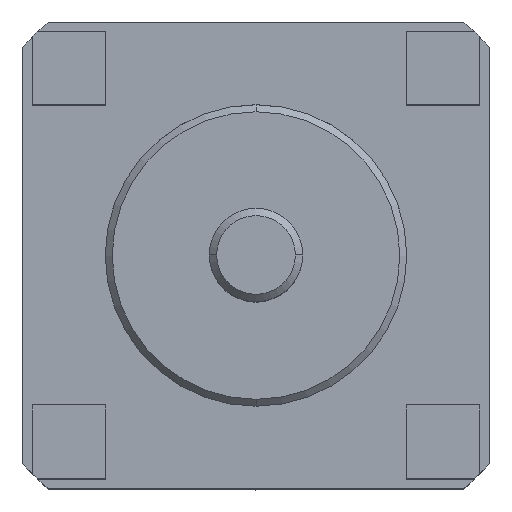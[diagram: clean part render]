
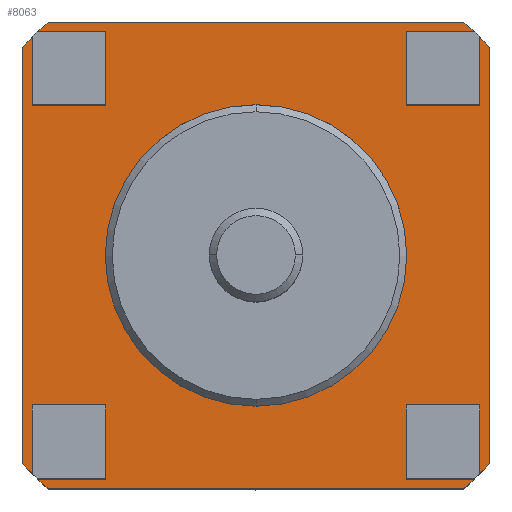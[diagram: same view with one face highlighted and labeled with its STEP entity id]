
A CAD part, top view. The second image highlights one B-rep face of the part: STEP entity #8063.
In plain terms, the highlighted planar face has unit normal (0, 0, 1).
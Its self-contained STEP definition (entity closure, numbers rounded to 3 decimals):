
#172=CARTESIAN_POINT('',(0.,0.,0.));
#173=DIRECTION('',(0.,0.,-1.));
#174=DIRECTION('',(0.665,0.747,0.));
#175=AXIS2_PLACEMENT_3D('',#172,#173,#174);
#177=CARTESIAN_POINT('',(0.,0.,0.));
#178=DIRECTION('',(0.,0.,-1.));
#179=DIRECTION('',(0.715,0.699,0.));
#180=AXIS2_PLACEMENT_3D('',#177,#178,#179);
#182=CARTESIAN_POINT('',(0.,0.,0.));
#183=DIRECTION('',(0.,0.,-1.));
#184=DIRECTION('',(0.747,-0.665,0.));
#185=AXIS2_PLACEMENT_3D('',#182,#183,#184);
#187=CARTESIAN_POINT('',(0.,0.,0.));
#188=DIRECTION('',(0.,0.,-1.));
#189=DIRECTION('',(0.699,-0.715,0.));
#190=AXIS2_PLACEMENT_3D('',#187,#188,#189);
#192=CARTESIAN_POINT('',(0.,0.,0.));
#193=DIRECTION('',(0.,0.,-1.));
#194=DIRECTION('',(-0.665,-0.747,0.));
#195=AXIS2_PLACEMENT_3D('',#192,#193,#194);
#197=CARTESIAN_POINT('',(0.,0.,0.));
#198=DIRECTION('',(0.,0.,-1.));
#199=DIRECTION('',(-0.715,-0.699,0.));
#200=AXIS2_PLACEMENT_3D('',#197,#198,#199);
#202=CARTESIAN_POINT('',(0.,0.,0.));
#203=DIRECTION('',(0.,0.,-1.));
#204=DIRECTION('',(-0.747,0.665,0.));
#205=AXIS2_PLACEMENT_3D('',#202,#203,#204);
#207=CARTESIAN_POINT('',(0.,0.,0.));
#208=DIRECTION('',(0.,0.,-1.));
#209=DIRECTION('',(-0.699,0.715,0.));
#210=AXIS2_PLACEMENT_3D('',#207,#208,#209);
#212=CARTESIAN_POINT('',(0.,0.,0.));
#213=DIRECTION('',(0.,0.,1.));
#214=DIRECTION('',(-1.,0.,0.));
#215=AXIS2_PLACEMENT_3D('',#212,#213,#214);
#217=CARTESIAN_POINT('',(0.,0.,0.));
#218=DIRECTION('',(0.,0.,1.));
#219=DIRECTION('',(1.,0.,0.));
#220=AXIS2_PLACEMENT_3D('',#217,#218,#219);
#222=DIRECTION('',(-1.,0.,0.));
#223=VECTOR('',#222,5.65);
#224=CARTESIAN_POINT('',(2.825,3.175,0.));
#225=LINE('',#224,#223);
#2063=DIRECTION('',(1.,0.,0.));
#2064=VECTOR('',#2063,0.93);
#2065=CARTESIAN_POINT('',(-2.97,3.04,0.));
#2066=LINE('',#2065,#2064);
#2067=DIRECTION('',(0.,-1.,0.));
#2068=VECTOR('',#2067,1.);
#2069=CARTESIAN_POINT('',(-2.04,3.04,0.));
#2070=LINE('',#2069,#2068);
#2075=DIRECTION('',(-1.,0.,0.));
#2076=VECTOR('',#2075,1.);
#2077=CARTESIAN_POINT('',(-2.04,2.04,0.));
#2078=LINE('',#2077,#2076);
#2087=DIRECTION('',(0.,1.,0.));
#2088=VECTOR('',#2087,0.93);
#2089=CARTESIAN_POINT('',(-3.04,2.04,0.));
#2090=LINE('',#2089,#2088);
#2112=DIRECTION('',(0.,-1.,0.));
#2113=VECTOR('',#2112,5.65);
#2114=CARTESIAN_POINT('',(-3.175,2.825,0.));
#2115=LINE('',#2114,#2113);
#2132=DIRECTION('',(0.,1.,0.));
#2133=VECTOR('',#2132,0.93);
#2134=CARTESIAN_POINT('',(-3.04,-2.97,0.));
#2135=LINE('',#2134,#2133);
#2136=DIRECTION('',(1.,0.,0.));
#2137=VECTOR('',#2136,1.);
#2138=CARTESIAN_POINT('',(-3.04,-2.04,0.));
#2139=LINE('',#2138,#2137);
#2144=DIRECTION('',(0.,-1.,0.));
#2145=VECTOR('',#2144,1.);
#2146=CARTESIAN_POINT('',(-2.04,-2.04,0.));
#2147=LINE('',#2146,#2145);
#2156=DIRECTION('',(-1.,0.,0.));
#2157=VECTOR('',#2156,0.93);
#2158=CARTESIAN_POINT('',(-2.04,-3.04,0.));
#2159=LINE('',#2158,#2157);
#2181=DIRECTION('',(1.,0.,0.));
#2182=VECTOR('',#2181,5.65);
#2183=CARTESIAN_POINT('',(-2.825,-3.175,0.));
#2184=LINE('',#2183,#2182);
#2201=DIRECTION('',(-1.,0.,0.));
#2202=VECTOR('',#2201,0.93);
#2203=CARTESIAN_POINT('',(2.97,-3.04,0.));
#2204=LINE('',#2203,#2202);
#2205=DIRECTION('',(0.,1.,0.));
#2206=VECTOR('',#2205,1.);
#2207=CARTESIAN_POINT('',(2.04,-3.04,0.));
#2208=LINE('',#2207,#2206);
#2213=DIRECTION('',(1.,0.,0.));
#2214=VECTOR('',#2213,1.);
#2215=CARTESIAN_POINT('',(2.04,-2.04,0.));
#2216=LINE('',#2215,#2214);
#2225=DIRECTION('',(0.,-1.,0.));
#2226=VECTOR('',#2225,0.93);
#2227=CARTESIAN_POINT('',(3.04,-2.04,0.));
#2228=LINE('',#2227,#2226);
#2250=DIRECTION('',(0.,1.,0.));
#2251=VECTOR('',#2250,5.65);
#2252=CARTESIAN_POINT('',(3.175,-2.825,0.));
#2253=LINE('',#2252,#2251);
#2270=DIRECTION('',(0.,-1.,0.));
#2271=VECTOR('',#2270,0.93);
#2272=CARTESIAN_POINT('',(3.04,2.97,0.));
#2273=LINE('',#2272,#2271);
#2274=DIRECTION('',(-1.,0.,0.));
#2275=VECTOR('',#2274,1.);
#2276=CARTESIAN_POINT('',(3.04,2.04,0.));
#2277=LINE('',#2276,#2275);
#2282=DIRECTION('',(0.,1.,0.));
#2283=VECTOR('',#2282,1.);
#2284=CARTESIAN_POINT('',(2.04,2.04,0.));
#2285=LINE('',#2284,#2283);
#2294=DIRECTION('',(1.,0.,0.));
#2295=VECTOR('',#2294,0.93);
#2296=CARTESIAN_POINT('',(2.04,3.04,0.));
#2297=LINE('',#2296,#2295);
#6626=CARTESIAN_POINT('',(2.825,3.175,0.));
#6627=CARTESIAN_POINT('',(-2.825,3.175,0.));
#6628=VERTEX_POINT('',#6626);
#6629=VERTEX_POINT('',#6627);
#6630=CARTESIAN_POINT('',(2.97,3.04,0.));
#6631=VERTEX_POINT('',#6630);
#6632=CARTESIAN_POINT('',(2.04,3.04,0.));
#6633=VERTEX_POINT('',#6632);
#6634=CARTESIAN_POINT('',(2.04,2.04,0.));
#6635=VERTEX_POINT('',#6634);
#6636=CARTESIAN_POINT('',(3.04,2.04,0.));
#6637=VERTEX_POINT('',#6636);
#6638=CARTESIAN_POINT('',(3.04,2.97,0.));
#6639=VERTEX_POINT('',#6638);
#6640=CARTESIAN_POINT('',(3.175,2.825,0.));
#6641=VERTEX_POINT('',#6640);
#6642=CARTESIAN_POINT('',(3.175,-2.825,0.));
#6643=VERTEX_POINT('',#6642);
#6644=CARTESIAN_POINT('',(3.04,-2.97,0.));
#6645=VERTEX_POINT('',#6644);
#6646=CARTESIAN_POINT('',(3.04,-2.04,0.));
#6647=VERTEX_POINT('',#6646);
#6648=CARTESIAN_POINT('',(2.04,-2.04,0.));
#6649=VERTEX_POINT('',#6648);
#6650=CARTESIAN_POINT('',(2.04,-3.04,0.));
#6651=VERTEX_POINT('',#6650);
#6652=CARTESIAN_POINT('',(2.97,-3.04,0.));
#6653=VERTEX_POINT('',#6652);
#6654=CARTESIAN_POINT('',(2.825,-3.175,0.));
#6655=VERTEX_POINT('',#6654);
#6656=CARTESIAN_POINT('',(-2.825,-3.175,0.));
#6657=VERTEX_POINT('',#6656);
#6658=CARTESIAN_POINT('',(-2.97,-3.04,0.));
#6659=VERTEX_POINT('',#6658);
#6660=CARTESIAN_POINT('',(-2.04,-3.04,0.));
#6661=VERTEX_POINT('',#6660);
#6662=CARTESIAN_POINT('',(-2.04,-2.04,0.));
#6663=VERTEX_POINT('',#6662);
#6664=CARTESIAN_POINT('',(-3.04,-2.04,0.));
#6665=VERTEX_POINT('',#6664);
#6666=CARTESIAN_POINT('',(-3.04,-2.97,0.));
#6667=VERTEX_POINT('',#6666);
#6668=CARTESIAN_POINT('',(-3.175,-2.825,0.));
#6669=VERTEX_POINT('',#6668);
#6670=CARTESIAN_POINT('',(-3.175,2.825,0.));
#6671=VERTEX_POINT('',#6670);
#6672=CARTESIAN_POINT('',(-3.04,2.97,0.));
#6673=VERTEX_POINT('',#6672);
#6674=CARTESIAN_POINT('',(-3.04,2.04,0.));
#6675=VERTEX_POINT('',#6674);
#6676=CARTESIAN_POINT('',(-2.04,2.04,0.));
#6677=VERTEX_POINT('',#6676);
#6678=CARTESIAN_POINT('',(-2.04,3.04,0.));
#6679=VERTEX_POINT('',#6678);
#6680=CARTESIAN_POINT('',(-2.97,3.04,0.));
#6681=VERTEX_POINT('',#6680);
#6682=CARTESIAN_POINT('',(-2.05,0.,0.));
#6683=CARTESIAN_POINT('',(2.05,0.,0.));
#6684=VERTEX_POINT('',#6682);
#6685=VERTEX_POINT('',#6683);
#7994=CARTESIAN_POINT('',(0.,0.,0.));
#7995=DIRECTION('',(0.,0.,1.));
#7996=DIRECTION('',(-1.,0.,0.));
#7997=AXIS2_PLACEMENT_3D('',#7994,#7995,#7996);
#7998=PLANE('',#7997);
#8000=ORIENTED_EDGE('',*,*,#7999,.F.);
#8002=ORIENTED_EDGE('',*,*,#8001,.T.);
#8004=ORIENTED_EDGE('',*,*,#8003,.F.);
#8006=ORIENTED_EDGE('',*,*,#8005,.F.);
#8008=ORIENTED_EDGE('',*,*,#8007,.F.);
#8010=ORIENTED_EDGE('',*,*,#8009,.F.);
#8012=ORIENTED_EDGE('',*,*,#8011,.T.);
#8014=ORIENTED_EDGE('',*,*,#8013,.F.);
#8016=ORIENTED_EDGE('',*,*,#8015,.T.);
#8018=ORIENTED_EDGE('',*,*,#8017,.F.);
#8020=ORIENTED_EDGE('',*,*,#8019,.F.);
#8022=ORIENTED_EDGE('',*,*,#8021,.F.);
#8024=ORIENTED_EDGE('',*,*,#8023,.F.);
#8026=ORIENTED_EDGE('',*,*,#8025,.T.);
#8028=ORIENTED_EDGE('',*,*,#8027,.F.);
#8030=ORIENTED_EDGE('',*,*,#8029,.T.);
#8032=ORIENTED_EDGE('',*,*,#8031,.F.);
#8034=ORIENTED_EDGE('',*,*,#8033,.F.);
#8036=ORIENTED_EDGE('',*,*,#8035,.F.);
#8038=ORIENTED_EDGE('',*,*,#8037,.F.);
#8040=ORIENTED_EDGE('',*,*,#8039,.T.);
#8042=ORIENTED_EDGE('',*,*,#8041,.F.);
#8044=ORIENTED_EDGE('',*,*,#8043,.T.);
#8046=ORIENTED_EDGE('',*,*,#8045,.F.);
#8048=ORIENTED_EDGE('',*,*,#8047,.F.);
#8050=ORIENTED_EDGE('',*,*,#8049,.F.);
#8052=ORIENTED_EDGE('',*,*,#8051,.F.);
#8054=ORIENTED_EDGE('',*,*,#8053,.T.);
#8055=EDGE_LOOP('',(#8000,#8002,#8004,#8006,#8008,#8010,#8012,#8014,#8016,#8018,
#8020,#8022,#8024,#8026,#8028,#8030,#8032,#8034,#8036,#8038,#8040,#8042,#8044,
#8046,#8048,#8050,#8052,#8054));
#8056=FACE_OUTER_BOUND('',#8055,.F.);
#8058=ORIENTED_EDGE('',*,*,#8057,.T.);
#8060=ORIENTED_EDGE('',*,*,#8059,.T.);
#8061=EDGE_LOOP('',(#8058,#8060));
#8062=FACE_BOUND('',#8061,.F.);
#176=CIRCLE('',#175,4.25);
#181=CIRCLE('',#180,4.25);
#186=CIRCLE('',#185,4.25);
#191=CIRCLE('',#190,4.25);
#196=CIRCLE('',#195,4.25);
#201=CIRCLE('',#200,4.25);
#206=CIRCLE('',#205,4.25);
#211=CIRCLE('',#210,4.25);
#216=CIRCLE('',#215,2.05);
#221=CIRCLE('',#220,2.05);
#7999=EDGE_CURVE('',#6628,#6629,#225,.T.);
#8001=EDGE_CURVE('',#6628,#6631,#176,.T.);
#8003=EDGE_CURVE('',#6633,#6631,#2297,.T.);
#8005=EDGE_CURVE('',#6635,#6633,#2285,.T.);
#8007=EDGE_CURVE('',#6637,#6635,#2277,.T.);
#8009=EDGE_CURVE('',#6639,#6637,#2273,.T.);
#8011=EDGE_CURVE('',#6639,#6641,#181,.T.);
#8013=EDGE_CURVE('',#6643,#6641,#2253,.T.);
#8015=EDGE_CURVE('',#6643,#6645,#186,.T.);
#8017=EDGE_CURVE('',#6647,#6645,#2228,.T.);
#8019=EDGE_CURVE('',#6649,#6647,#2216,.T.);
#8021=EDGE_CURVE('',#6651,#6649,#2208,.T.);
#8023=EDGE_CURVE('',#6653,#6651,#2204,.T.);
#8025=EDGE_CURVE('',#6653,#6655,#191,.T.);
#8027=EDGE_CURVE('',#6657,#6655,#2184,.T.);
#8029=EDGE_CURVE('',#6657,#6659,#196,.T.);
#8031=EDGE_CURVE('',#6661,#6659,#2159,.T.);
#8033=EDGE_CURVE('',#6663,#6661,#2147,.T.);
#8035=EDGE_CURVE('',#6665,#6663,#2139,.T.);
#8037=EDGE_CURVE('',#6667,#6665,#2135,.T.);
#8039=EDGE_CURVE('',#6667,#6669,#201,.T.);
#8041=EDGE_CURVE('',#6671,#6669,#2115,.T.);
#8043=EDGE_CURVE('',#6671,#6673,#206,.T.);
#8045=EDGE_CURVE('',#6675,#6673,#2090,.T.);
#8047=EDGE_CURVE('',#6677,#6675,#2078,.T.);
#8049=EDGE_CURVE('',#6679,#6677,#2070,.T.);
#8051=EDGE_CURVE('',#6681,#6679,#2066,.T.);
#8053=EDGE_CURVE('',#6681,#6629,#211,.T.);
#8057=EDGE_CURVE('',#6684,#6685,#216,.T.);
#8059=EDGE_CURVE('',#6685,#6684,#221,.T.);
#8063=ADVANCED_FACE('',(#8056,#8062),#7998,.T.);
